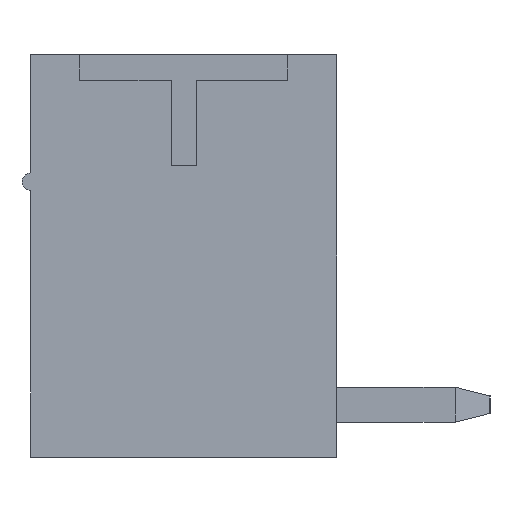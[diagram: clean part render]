
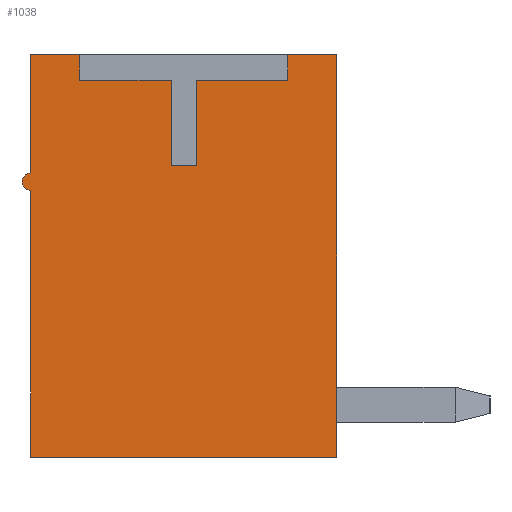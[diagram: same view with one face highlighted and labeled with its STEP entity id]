
A CAD part, left-side view. The second image highlights one B-rep face of the part: STEP entity #1038.
In plain terms, the highlighted planar face has unit normal (-1, 0, 0).
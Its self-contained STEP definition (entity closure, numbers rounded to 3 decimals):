
#1038 = ADVANCED_FACE( '', ( #2133 ), #2134, .F. );
#2133 = FACE_OUTER_BOUND( '', #3294, .T. );
#2134 = PLANE( '', #3295 );
#3294 = EDGE_LOOP( '', ( #6181, #6182, #6183, #6184, #6185, #6186, #6187, #6188, #6189, #6190, #6191, #6192, #6193, #6194 ) );
#3295 = AXIS2_PLACEMENT_3D( '', #6195, #6196, #6197 );
#6181 = ORIENTED_EDGE( '', *, *, #8176, .F. );
#6182 = ORIENTED_EDGE( '', *, *, #7215, .T. );
#6183 = ORIENTED_EDGE( '', *, *, #7634, .T. );
#6184 = ORIENTED_EDGE( '', *, *, #7180, .T. );
#6185 = ORIENTED_EDGE( '', *, *, #7914, .T. );
#6186 = ORIENTED_EDGE( '', *, *, #8065, .T. );
#6187 = ORIENTED_EDGE( '', *, *, #8061, .T. );
#6188 = ORIENTED_EDGE( '', *, *, #8297, .T. );
#6189 = ORIENTED_EDGE( '', *, *, #8174, .F. );
#6190 = ORIENTED_EDGE( '', *, *, #8056, .T. );
#6191 = ORIENTED_EDGE( '', *, *, #8292, .T. );
#6192 = ORIENTED_EDGE( '', *, *, #7722, .T. );
#6193 = ORIENTED_EDGE( '', *, *, #7490, .F. );
#6194 = ORIENTED_EDGE( '', *, *, #8349, .F. );
#6195 = CARTESIAN_POINT( '', ( -14.55, 0., 0. ) );
#6196 = DIRECTION( '', ( 1., 0., 0. ) );
#6197 = DIRECTION( '', ( 0., 0., -1. ) );
#7180 = EDGE_CURVE( '', #8616, #8617, #8618, .T. );
#7215 = EDGE_CURVE( '', #8675, #8676, #8677, .T. );
#7490 = EDGE_CURVE( '', #9152, #9153, #9154, .T. );
#7634 = EDGE_CURVE( '', #8676, #8616, #9397, .T. );
#7722 = EDGE_CURVE( '', #9533, #9153, #9537, .T. );
#7914 = EDGE_CURVE( '', #8617, #9838, #9839, .T. );
#8056 = EDGE_CURVE( '', #10029, #10034, #10036, .T. );
#8061 = EDGE_CURVE( '', #10041, #10042, #10043, .T. );
#8065 = EDGE_CURVE( '', #9838, #10041, #10047, .T. );
#8174 = EDGE_CURVE( '', #10029, #10193, #10194, .T. );
#8176 = EDGE_CURVE( '', #8675, #10196, #10197, .T. );
#8292 = EDGE_CURVE( '', #10034, #9533, #10346, .F. );
#8297 = EDGE_CURVE( '', #10042, #10193, #10352, .T. );
#8349 = EDGE_CURVE( '', #10196, #9152, #10412, .T. );
#8616 = VERTEX_POINT( '', #10732 );
#8617 = VERTEX_POINT( '', #10733 );
#8618 = LINE( '', #10734, #10735 );
#8675 = VERTEX_POINT( '', #10816 );
#8676 = VERTEX_POINT( '', #10817 );
#8677 = LINE( '', #10818, #10819 );
#9152 = VERTEX_POINT( '', #11504 );
#9153 = VERTEX_POINT( '', #11505 );
#9154 = LINE( '', #11506, #11507 );
#9397 = LINE( '', #11867, #11868 );
#9533 = VERTEX_POINT( '', #12071 );
#9537 = LINE( '', #12077, #12078 );
#9838 = VERTEX_POINT( '', #12526 );
#9839 = LINE( '', #12527, #12528 );
#10029 = VERTEX_POINT( '', #12811 );
#10034 = VERTEX_POINT( '', #12818 );
#10036 = LINE( '', #12821, #12822 );
#10041 = VERTEX_POINT( '', #12829 );
#10042 = VERTEX_POINT( '', #12830 );
#10043 = LINE( '', #12831, #12832 );
#10047 = LINE( '', #12838, #12839 );
#10193 = VERTEX_POINT( '', #13065 );
#10194 = LINE( '', #13066, #13067 );
#10196 = VERTEX_POINT( '', #13070 );
#10197 = LINE( '', #13071, #13072 );
#10346 = CIRCLE( '', #13302, 0.2 );
#10352 = LINE( '', #13310, #13311 );
#10412 = LINE( '', #13397, #13398 );
#10732 = CARTESIAN_POINT( '', ( -14.55, -0.39, 4.02 ) );
#10733 = CARTESIAN_POINT( '', ( -14.55, -0.39, 2.06 ) );
#10734 = CARTESIAN_POINT( '', ( -14.55, -0.39, 4.02 ) );
#10735 = VECTOR( '', #13692, 1000. );
#10816 = CARTESIAN_POINT( '', ( -14.55, -2.48, 4.6 ) );
#10817 = CARTESIAN_POINT( '', ( -14.55, -2.48, 4.02 ) );
#10818 = CARTESIAN_POINT( '', ( -14.55, -2.48, 4.6 ) );
#10819 = VECTOR( '', #13723, 1000. );
#11504 = CARTESIAN_POINT( '', ( -14.55, -3.6, -4.6 ) );
#11505 = CARTESIAN_POINT( '', ( -14.55, 3.4, -4.6 ) );
#11506 = CARTESIAN_POINT( '', ( -14.55, -3.6, -4.6 ) );
#11507 = VECTOR( '', #13976, 1000. );
#11867 = CARTESIAN_POINT( '', ( -14.55, -2.48, 4.02 ) );
#11868 = VECTOR( '', #14100, 1000. );
#12071 = CARTESIAN_POINT( '', ( -14.55, 3.4, 1.5 ) );
#12077 = CARTESIAN_POINT( '', ( -14.55, 3.4, 0. ) );
#12078 = VECTOR( '', #14173, 1000. );
#12526 = CARTESIAN_POINT( '', ( -14.55, 0.19, 2.06 ) );
#12527 = CARTESIAN_POINT( '', ( -14.55, -0.39, 2.06 ) );
#12528 = VECTOR( '', #14330, 1000. );
#12811 = CARTESIAN_POINT( '', ( -14.55, 3.4, 4.6 ) );
#12818 = CARTESIAN_POINT( '', ( -14.55, 3.4, 1.9 ) );
#12821 = CARTESIAN_POINT( '', ( -14.55, 3.4, 0. ) );
#12822 = VECTOR( '', #14445, 1000. );
#12829 = CARTESIAN_POINT( '', ( -14.55, 0.19, 4.02 ) );
#12830 = CARTESIAN_POINT( '', ( -14.55, 2.28, 4.02 ) );
#12831 = CARTESIAN_POINT( '', ( -14.55, 0.19, 4.02 ) );
#12832 = VECTOR( '', #14448, 1000. );
#12838 = CARTESIAN_POINT( '', ( -14.55, 0.19, 2.06 ) );
#12839 = VECTOR( '', #14451, 1000. );
#13065 = CARTESIAN_POINT( '', ( -14.55, 2.28, 4.6 ) );
#13066 = CARTESIAN_POINT( '', ( -14.55, 3.6, 4.6 ) );
#13067 = VECTOR( '', #14544, 1000. );
#13070 = CARTESIAN_POINT( '', ( -14.55, -3.6, 4.6 ) );
#13071 = CARTESIAN_POINT( '', ( -14.55, 3.6, 4.6 ) );
#13072 = VECTOR( '', #14546, 1000. );
#13302 = AXIS2_PLACEMENT_3D( '', #14643, #14644, #14645 );
#13310 = CARTESIAN_POINT( '', ( -14.55, 2.28, 4.02 ) );
#13311 = VECTOR( '', #14648, 1000. );
#13397 = CARTESIAN_POINT( '', ( -14.55, -3.6, 4.6 ) );
#13398 = VECTOR( '', #14681, 1000. );
#13692 = DIRECTION( '', ( 0., 0., -1. ) );
#13723 = DIRECTION( '', ( 0., 0., -1. ) );
#13976 = DIRECTION( '', ( 0., 1., 0. ) );
#14100 = DIRECTION( '', ( 0., 1., 0. ) );
#14173 = DIRECTION( '', ( 0., 0., -1. ) );
#14330 = DIRECTION( '', ( 0., 1., 0. ) );
#14445 = DIRECTION( '', ( 0., 0., -1. ) );
#14448 = DIRECTION( '', ( 0., 1., 0. ) );
#14451 = DIRECTION( '', ( 0., 0., 1. ) );
#14544 = DIRECTION( '', ( 0., -1., 0. ) );
#14546 = DIRECTION( '', ( 0., -1., 0. ) );
#14643 = CARTESIAN_POINT( '', ( -14.55, 3.4, 1.7 ) );
#14644 = DIRECTION( '', ( 1., 0., 0. ) );
#14645 = DIRECTION( '', ( 0., 0., -1. ) );
#14648 = DIRECTION( '', ( 0., 0., 1. ) );
#14681 = DIRECTION( '', ( 0., 0., -1. ) );
